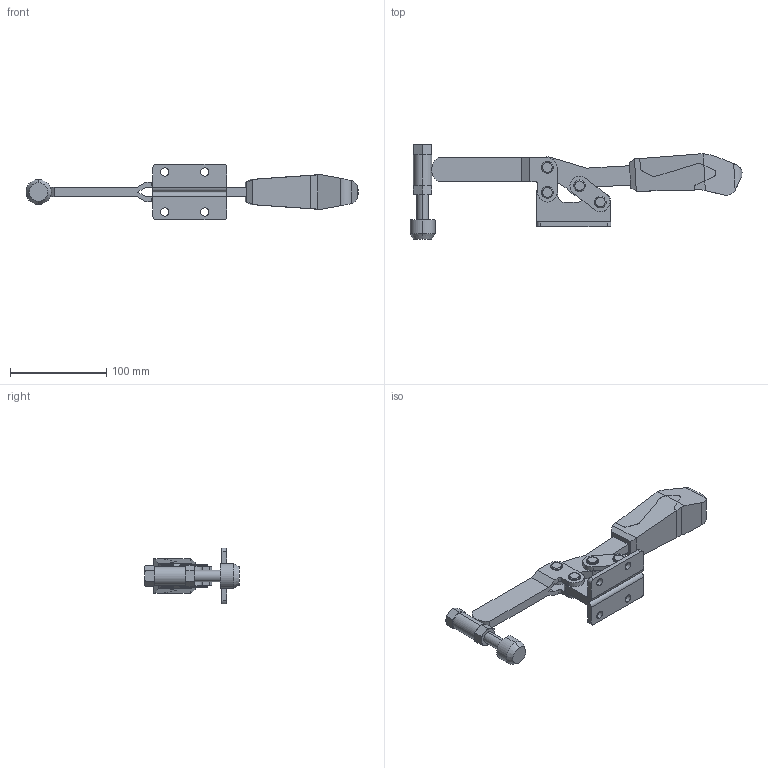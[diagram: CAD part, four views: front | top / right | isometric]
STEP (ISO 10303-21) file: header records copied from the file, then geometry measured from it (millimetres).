
FILE_DESCRIPTION (( 'STEP AP214' ), '1' );
FILE_NAME ('EH 23330.1206.STEP', '2019-10-25T05:47:49', ( '' ), ( '' ), 'SwSTEP 2.0', 'SolidWorks 2019', '' );
FILE_SCHEMA (( 'AUTOMOTIVE_DESIGN' ));
Length unit declared in the file: millimetre
Products named in the file (8): _93054-6_0.stp; _93054-1.stp; _146274.stp; EH 23330.1206; _93054-3_0.stp; _93450-13b.stp; _93450-2.stp; _557256.stp
Assembly tree (7 placements, depth 2):
  EH 23330.1206
    _93054-1.stp
    _93450-2.stp
    _93054-3_0.stp
    _557256.stp
    _93450-13b.stp
    _146274.stp
    _93054-6_0.stp
Bounding box: 344.39 x 98.1 x 58 mm (x, y, z)
Volume: 258631.8 mm3; surface area: 70580.7 mm2
Topology: 7 solids, 8 shells, 279 faces, 691 edges, 442 vertices
Faces by surface type: plane 112, cylinder 109, cone 42, torus 16
Entity records: 9703 total; most frequent: CARTESIAN_POINT 2402, DIRECTION 1425, ORIENTED_EDGE 1382, EDGE_CURVE 691, AXIS2_PLACEMENT_3D 543, VERTEX_POINT 442, LINE 339, VECTOR 339
